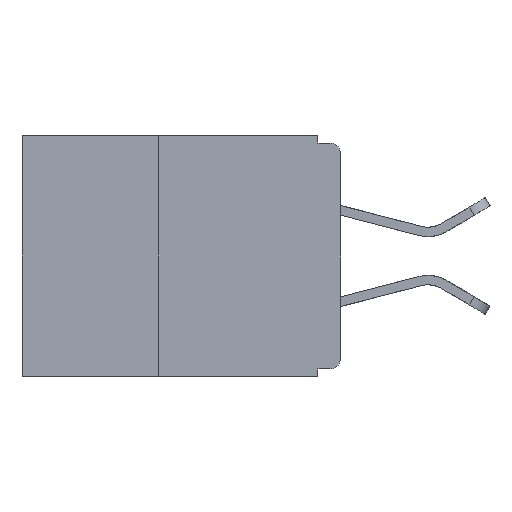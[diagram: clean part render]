
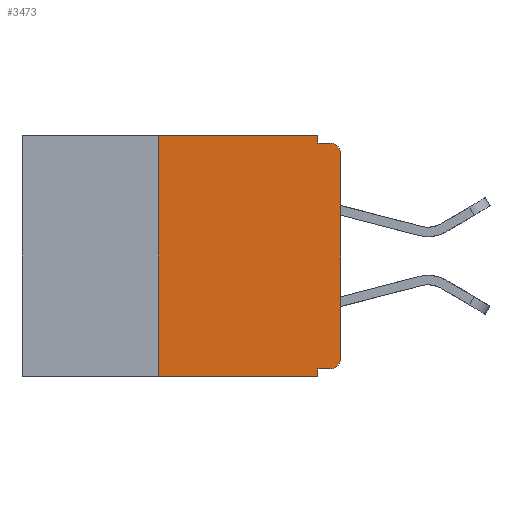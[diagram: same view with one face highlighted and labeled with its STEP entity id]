
A CAD part, left-side view. The second image highlights one B-rep face of the part: STEP entity #3473.
In plain terms, the highlighted planar face has unit normal (-1, 0, 0).
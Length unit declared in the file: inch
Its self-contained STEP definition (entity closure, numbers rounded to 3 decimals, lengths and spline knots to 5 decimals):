
#645 = AXIS2_PLACEMENT_3D ( 'NONE', #1394, #1182, #977 ) ;
#977 = DIRECTION ( 'NONE',  ( 0., 0., -1. ) ) ;
#1182 = DIRECTION ( 'NONE',  ( -1., 0., 0. ) ) ;
#1394 = CARTESIAN_POINT ( 'NONE',  ( 0., 0.015, -0.305 ) ) ;
#2468 = ORIENTED_EDGE ( 'NONE', *, *, #21628, .F. ) ;
#2720 = VERTEX_POINT ( 'NONE', #27883 ) ;
#2754 = VERTEX_POINT ( 'NONE', #27572 ) ;
#2865 = VERTEX_POINT ( 'NONE', #25508 ) ;
#3473 = ADVANCED_FACE ( 'NONE', ( #17807 ), #15163, .F. ) ;
#4458 = LINE ( 'NONE', #19138, #28952 ) ;
#4500 = EDGE_CURVE ( 'NONE', #21114, #19466, #24969, .T. ) ;
#5360 = CARTESIAN_POINT ( 'NONE',  ( 0., 0.25, -0.33 ) ) ;
#5575 = CARTESIAN_POINT ( 'NONE',  ( 0., 0.015, -0.025 ) ) ;
#6169 = DIRECTION ( 'NONE',  ( 0., -1., 0. ) ) ;
#6424 = DIRECTION ( 'NONE',  ( 0., 0., 1. ) ) ;
#6623 = CARTESIAN_POINT ( 'NONE',  ( 0., 0.031, -0.33 ) ) ;
#6702 = CARTESIAN_POINT ( 'NONE',  ( 0., 0., -0.305 ) ) ;
#7116 = ORIENTED_EDGE ( 'NONE', *, *, #29187, .T. ) ;
#7736 = CARTESIAN_POINT ( 'NONE',  ( 0., 0.031, 0. ) ) ;
#7856 = DIRECTION ( 'NONE',  ( 0., 0., -1. ) ) ;
#7907 = CARTESIAN_POINT ( 'NONE',  ( 0., 0.015, -0.32 ) ) ;
#8029 = DIRECTION ( 'NONE',  ( 0., 1., 0. ) ) ;
#8216 = CIRCLE ( 'NONE', #26153, 0.015 ) ;
#9123 = EDGE_CURVE ( 'NONE', #18268, #26706, #8216, .T. ) ;
#9150 = AXIS2_PLACEMENT_3D ( 'NONE', #15269, #15030, #15028 ) ;
#9992 = VECTOR ( 'NONE', #6424, 39.37008 ) ;
#9995 = LINE ( 'NONE', #12592, #21662 ) ;
#10336 = VECTOR ( 'NONE', #22902, 39.37008 ) ;
#10416 = ORIENTED_EDGE ( 'NONE', *, *, #12425, .T. ) ;
#10875 = EDGE_CURVE ( 'NONE', #2720, #2865, #17251, .T. ) ;
#10913 = CARTESIAN_POINT ( 'NONE',  ( 0., 0.015, -0.01 ) ) ;
#11952 = CARTESIAN_POINT ( 'NONE',  ( 0., 0.031, 0. ) ) ;
#12425 = EDGE_CURVE ( 'NONE', #28944, #2865, #4458, .T. ) ;
#12552 = EDGE_LOOP ( 'NONE', ( #7116, #19119, #2468, #12563, #27734, #17688, #10416, #23500, #13305, #21003 ) ) ;
#12563 = ORIENTED_EDGE ( 'NONE', *, *, #15524, .F. ) ;
#12592 = CARTESIAN_POINT ( 'NONE',  ( 0., 0., -0.01 ) ) ;
#13305 = ORIENTED_EDGE ( 'NONE', *, *, #13781, .F. ) ;
#13781 = EDGE_CURVE ( 'NONE', #21114, #2720, #21310, .T. ) ;
#13966 = EDGE_CURVE ( 'NONE', #28944, #2754, #22387, .T. ) ;
#14902 = VERTEX_POINT ( 'NONE', #11952 ) ;
#14905 = DIRECTION ( 'NONE',  ( 0., -1., 0. ) ) ;
#15028 = DIRECTION ( 'NONE',  ( 0., 0., -1. ) ) ;
#15030 = DIRECTION ( 'NONE',  ( 1., 0., 0. ) ) ;
#15033 = VECTOR ( 'NONE', #15556, 39.37008 ) ;
#15163 = PLANE ( 'NONE',  #9150 ) ;
#15269 = CARTESIAN_POINT ( 'NONE',  ( 0., 0.437, 0. ) ) ;
#15524 = EDGE_CURVE ( 'NONE', #14902, #18428, #24071, .T. ) ;
#15556 = DIRECTION ( 'NONE',  ( 0., 0., 1. ) ) ;
#16548 = EDGE_CURVE ( 'NONE', #2754, #14902, #19656, .T. ) ;
#17251 = LINE ( 'NONE', #6623, #10336 ) ;
#17688 = ORIENTED_EDGE ( 'NONE', *, *, #13966, .F. ) ;
#17807 = FACE_OUTER_BOUND ( 'NONE', #12552, .T. ) ;
#18268 = VERTEX_POINT ( 'NONE', #19596 ) ;
#18428 = VERTEX_POINT ( 'NONE', #27021 ) ;
#19119 = ORIENTED_EDGE ( 'NONE', *, *, #9123, .T. ) ;
#19138 = CARTESIAN_POINT ( 'NONE',  ( 0., 0.437, -0.33 ) ) ;
#19347 = DIRECTION ( 'NONE',  ( 0., 0., -1. ) ) ;
#19466 = VERTEX_POINT ( 'NONE', #6702 ) ;
#19596 = CARTESIAN_POINT ( 'NONE',  ( 0., 0., -0.025 ) ) ;
#19656 = LINE ( 'NONE', #24738, #20397 ) ;
#20397 = VECTOR ( 'NONE', #6169, 39.37008 ) ;
#20577 = VECTOR ( 'NONE', #8029, 39.37008 ) ;
#21003 = ORIENTED_EDGE ( 'NONE', *, *, #4500, .T. ) ;
#21114 = VERTEX_POINT ( 'NONE', #7907 ) ;
#21278 = LINE ( 'NONE', #24805, #15033 ) ;
#21310 = LINE ( 'NONE', #24315, #20577 ) ;
#21628 = EDGE_CURVE ( 'NONE', #18428, #26706, #9995, .T. ) ;
#21662 = VECTOR ( 'NONE', #14905, 39.37008 ) ;
#21846 = DIRECTION ( 'NONE',  ( -1., 0., 0. ) ) ;
#22387 = LINE ( 'NONE', #29471, #9992 ) ;
#22902 = DIRECTION ( 'NONE',  ( 0., 0., -1. ) ) ;
#23346 = VECTOR ( 'NONE', #19347, 39.37008 ) ;
#23500 = ORIENTED_EDGE ( 'NONE', *, *, #10875, .F. ) ;
#23820 = DIRECTION ( 'NONE',  ( 0., -1., 0. ) ) ;
#24071 = LINE ( 'NONE', #7736, #23346 ) ;
#24315 = CARTESIAN_POINT ( 'NONE',  ( 0., 0., -0.32 ) ) ;
#24738 = CARTESIAN_POINT ( 'NONE',  ( 0., 0.437, 0. ) ) ;
#24805 = CARTESIAN_POINT ( 'NONE',  ( 0., 0., 0. ) ) ;
#24969 = CIRCLE ( 'NONE', #645, 0.015 ) ;
#25508 = CARTESIAN_POINT ( 'NONE',  ( 0., 0.031, -0.33 ) ) ;
#26153 = AXIS2_PLACEMENT_3D ( 'NONE', #5575, #21846, #7856 ) ;
#26706 = VERTEX_POINT ( 'NONE', #10913 ) ;
#27021 = CARTESIAN_POINT ( 'NONE',  ( 0., 0.031, -0.01 ) ) ;
#27572 = CARTESIAN_POINT ( 'NONE',  ( 0., 0.25, 0. ) ) ;
#27734 = ORIENTED_EDGE ( 'NONE', *, *, #16548, .F. ) ;
#27883 = CARTESIAN_POINT ( 'NONE',  ( 0., 0.031, -0.32 ) ) ;
#28944 = VERTEX_POINT ( 'NONE', #5360 ) ;
#28952 = VECTOR ( 'NONE', #23820, 39.37008 ) ;
#29187 = EDGE_CURVE ( 'NONE', #19466, #18268, #21278, .T. ) ;
#29471 = CARTESIAN_POINT ( 'NONE',  ( 0., 0.25, -0.33 ) ) ;
